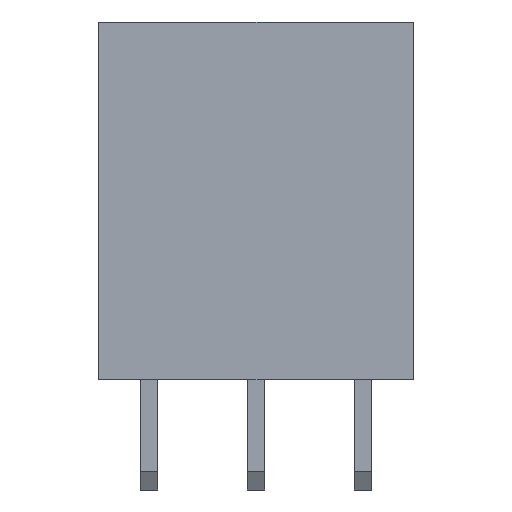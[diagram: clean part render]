
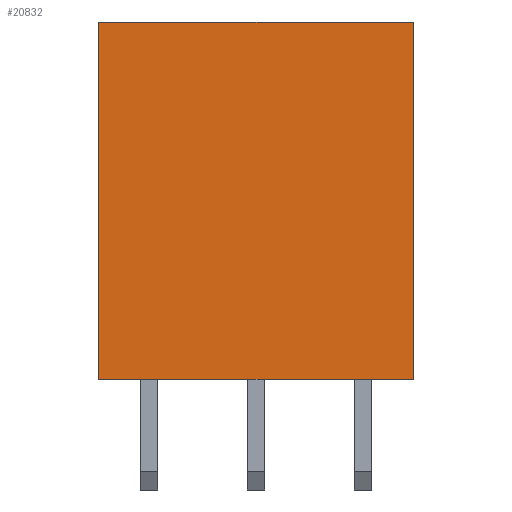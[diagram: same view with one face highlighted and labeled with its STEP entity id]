
A CAD part, left-side view. The second image highlights one B-rep face of the part: STEP entity #20832.
In plain terms, the highlighted planar face has unit normal (-1, 0, 0).
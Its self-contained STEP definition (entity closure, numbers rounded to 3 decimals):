
#1506=FACE_OUTER_BOUND('',#2792,.T.);
#2792=EDGE_LOOP('',(#18383,#18384,#18385,#18386));
#4723=LINE('',#31294,#7495);
#4727=LINE('',#31303,#7499);
#5472=LINE('',#32784,#8244);
#5582=LINE('',#32993,#8354);
#7495=VECTOR('',#25741,1000.);
#7499=VECTOR('',#25747,1000.);
#8244=VECTOR('',#26940,1000.);
#8354=VECTOR('',#27168,1000.);
#9665=VERTEX_POINT('',#31291);
#9666=VERTEX_POINT('',#31293);
#9669=VERTEX_POINT('',#31300);
#9670=VERTEX_POINT('',#31302);
#12115=EDGE_CURVE('',#9665,#9666,#4723,.T.);
#12119=EDGE_CURVE('',#9670,#9669,#4727,.T.);
#12864=EDGE_CURVE('',#9670,#9665,#5472,.T.);
#12974=EDGE_CURVE('',#9669,#9666,#5582,.T.);
#18383=ORIENTED_EDGE('',*,*,#12974,.T.);
#18384=ORIENTED_EDGE('',*,*,#12115,.F.);
#18385=ORIENTED_EDGE('',*,*,#12864,.F.);
#18386=ORIENTED_EDGE('',*,*,#12119,.T.);
#19666=PLANE('',#22120);
#20832=ADVANCED_FACE('',(#1506),#19666,.F.);
#22120=AXIS2_PLACEMENT_3D('',#32992,#27166,#27167);
#25741=DIRECTION('',(0.,0.,-1.));
#25747=DIRECTION('',(0.,0.,-1.));
#26940=DIRECTION('',(0.,-1.,0.));
#27166=DIRECTION('center_axis',(1.,0.,0.));
#27167=DIRECTION('ref_axis',(0.,1.,0.));
#27168=DIRECTION('',(0.,-1.,0.));
#31291=CARTESIAN_POINT('',(-25.654,-3.747,8.509));
#31293=CARTESIAN_POINT('',(-25.654,-3.747,0.));
#31294=CARTESIAN_POINT('',(-25.654,-3.747,8.509));
#31300=CARTESIAN_POINT('',(-25.654,3.747,0.));
#31302=CARTESIAN_POINT('',(-25.654,3.747,8.509));
#31303=CARTESIAN_POINT('',(-25.654,3.747,8.509));
#32784=CARTESIAN_POINT('',(-25.654,3.747,8.509));
#32992=CARTESIAN_POINT('Origin',(-25.654,3.747,8.509));
#32993=CARTESIAN_POINT('',(-25.654,3.747,0.));
